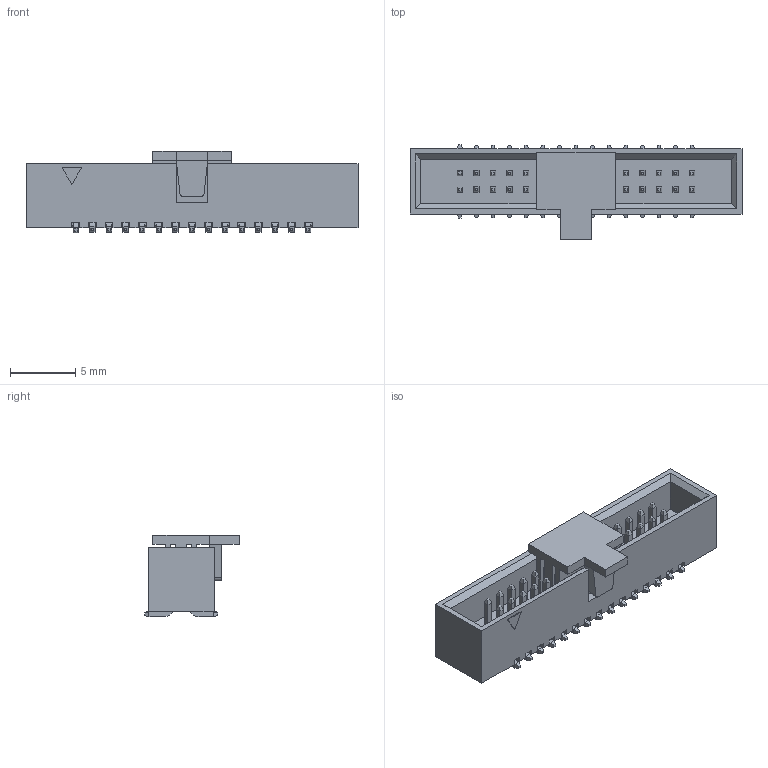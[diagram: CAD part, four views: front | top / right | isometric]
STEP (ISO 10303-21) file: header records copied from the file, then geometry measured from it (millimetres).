
FILE_DESCRIPTION(/* description */ ('Unknown'),/* implementation_level */ '2;1');
FILE_NAME(/* name */ '62733020621',/* time_stamp */ '2020-05-28T13:39:44+02:00',/* author */ ('Unknown'),/* organization */ ('Unknown'),/* preprocessor_version */ 'ST-DEVELOPER v16.7',/* originating_system */ 'DEX',/* authorisation */ $);
FILE_SCHEMA (('AUTOMOTIVE_DESIGN {1 0 10303 214 3 1 1}'));
Length unit declared in the file: millimetre
Products named in the file (4): 6273xx20621; 62703020621; 6270xx20621_PIN; 6273xx20621_Cap
Assembly tree (32 placements, depth 2):
  6273xx20621
    62703020621
    6270xx20621_PIN  x30
    6273xx20621_Cap
Bounding box: 25.4 x 7.22 x 6.26 mm (x, y, z)
Volume: 435.3 mm3; surface area: 1332.8 mm2
Topology: 32 solids, 32 shells, 923 faces, 2354 edges, 1466 vertices
Faces by surface type: plane 861, cylinder 62
Entity records: 15993 total; most frequent: CARTESIAN_POINT 2398, ORIENTED_EDGE 2388, DIRECTION 2070, EDGE_CURVE 1194, LINE 1186, VECTOR 1186, VERTEX_POINT 770, AXIS2_PLACEMENT_3D 442
